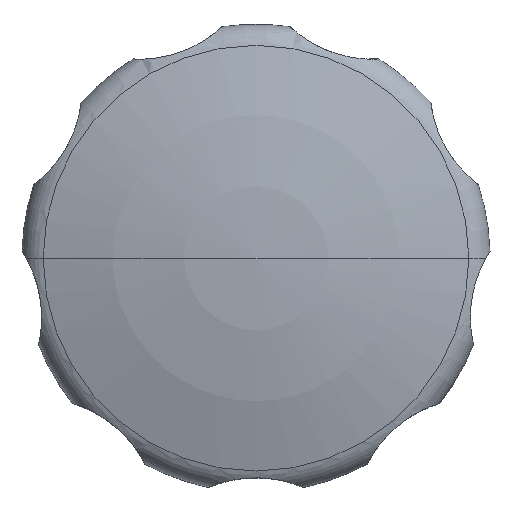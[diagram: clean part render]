
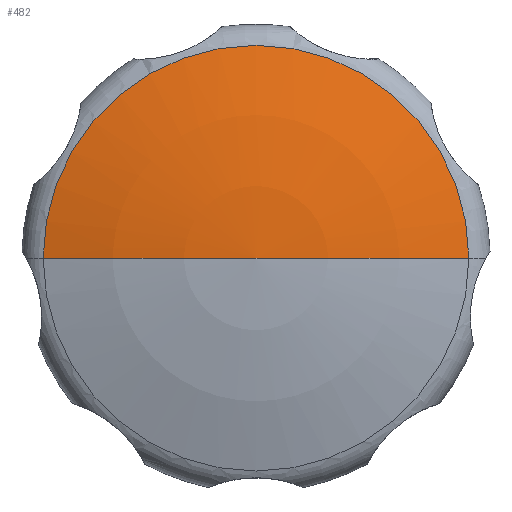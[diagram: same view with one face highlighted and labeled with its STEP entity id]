
A CAD part, top view. The second image highlights one B-rep face of the part: STEP entity #482.
In plain terms, the highlighted spherical face has radius 95.351 mm.
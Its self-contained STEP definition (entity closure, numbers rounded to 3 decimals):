
#430=EDGE_CURVE('',#460,#454,#851,.T.);
#454=VERTEX_POINT('',#877);
#460=VERTEX_POINT('',#883);
#472=EDGE_CURVE('',#454,#484,#897,.T.);
#482=ADVANCED_FACE('',(#911),#912,.T.);
#484=VERTEX_POINT('',#914);
#588=EDGE_CURVE('',#484,#460,#1025,.T.);
#851=CIRCLE('',#1779,95.351);
#877=CARTESIAN_POINT('',(0.,0.,63.0));
#883=CARTESIAN_POINT('',(-28.182,0.,58.74));
#897=CIRCLE('',#1857,95.351);
#911=FACE_OUTER_BOUND('',#1871,.T.);
#912=SPHERICAL_SURFACE('',#1872,95.351);
#914=CARTESIAN_POINT('',(28.182,0.,58.74));
#1025=CIRCLE('',#2118,28.182);
#1779=AXIS2_PLACEMENT_3D('',#2410,#2411,#2412);
#1857=AXIS2_PLACEMENT_3D('',#2455,#2456,#2457);
#1871=EDGE_LOOP('',(#2499,#2500,#2501));
#1872=AXIS2_PLACEMENT_3D('',#2502,#2503,#2504);
#2118=AXIS2_PLACEMENT_3D('',#2611,#2612,#2613);
#2410=CARTESIAN_POINT('',(0.,0.,-32.351));
#2411=DIRECTION('',(0.,1.0,0.));
#2412=DIRECTION('',(0.0,0.,-1.0));
#2455=CARTESIAN_POINT('',(0.,0.,-32.351));
#2456=DIRECTION('',(0.,1.0,0.));
#2457=DIRECTION('',(0.0,0.,-1.0));
#2499=ORIENTED_EDGE('',*,*,#430,.T.);
#2500=ORIENTED_EDGE('',*,*,#472,.T.);
#2501=ORIENTED_EDGE('',*,*,#588,.T.);
#2502=CARTESIAN_POINT('',(0.,0.,-32.351));
#2503=DIRECTION('',(0.,0.,1.0));
#2504=DIRECTION('',(-1.0,0.,0.0));
#2611=CARTESIAN_POINT('',(0.,0.,58.74));
#2612=DIRECTION('',(0.,0.,1.0));
#2613=DIRECTION('',(-1.0,0.,0.));
